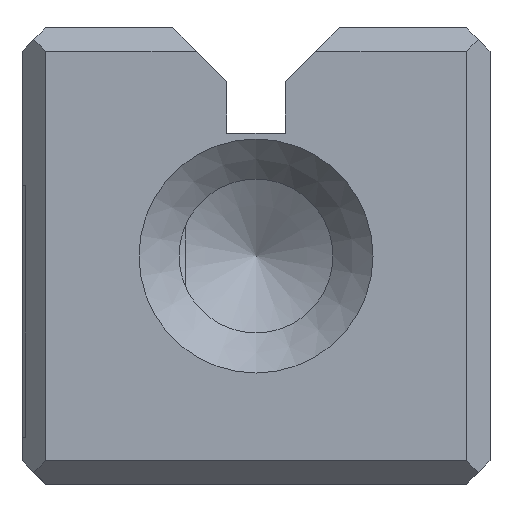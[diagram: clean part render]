
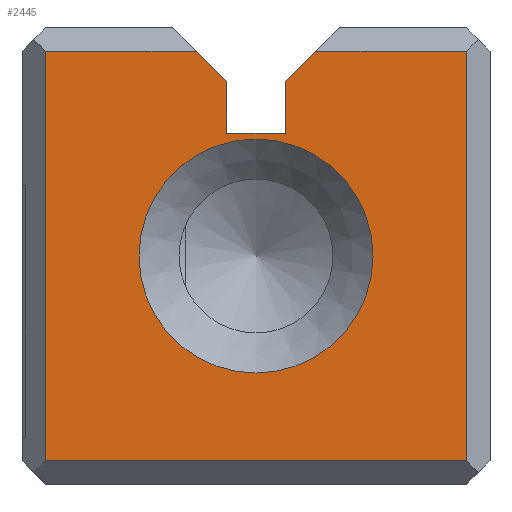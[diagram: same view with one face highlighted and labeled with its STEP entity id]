
A CAD part, front view. The second image highlights one B-rep face of the part: STEP entity #2445.
In plain terms, the highlighted planar face has unit normal (0, -1, 0).
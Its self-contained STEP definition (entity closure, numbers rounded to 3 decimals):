
#2445=ADVANCED_FACE('',(#3311,#3312),#2806,.T.);
#2806=PLANE('',#8533);
#3048=CIRCLE('',#8532,1.);
#3311=FACE_BOUND('',#3471,.T.);
#3312=FACE_BOUND('',#3472,.T.);
#3471=EDGE_LOOP('',(#4141,#4142,#4143,#4144,#4145,#4146,#4147,#4148,#4149,
#4150));
#3472=EDGE_LOOP('',(#4151));
#4141=ORIENTED_EDGE('',*,*,#6551,.T.);
#4142=ORIENTED_EDGE('',*,*,#6552,.F.);
#4143=ORIENTED_EDGE('',*,*,#6553,.F.);
#4144=ORIENTED_EDGE('',*,*,#6554,.F.);
#4145=ORIENTED_EDGE('',*,*,#6555,.T.);
#4146=ORIENTED_EDGE('',*,*,#6556,.T.);
#4147=ORIENTED_EDGE('',*,*,#6557,.T.);
#4148=ORIENTED_EDGE('',*,*,#6558,.T.);
#4149=ORIENTED_EDGE('',*,*,#6559,.T.);
#4150=ORIENTED_EDGE('',*,*,#6560,.F.);
#4151=ORIENTED_EDGE('',*,*,#6561,.T.);
#5933=VERTEX_POINT('',#10901);
#5934=VERTEX_POINT('',#10902);
#5935=VERTEX_POINT('',#10904);
#5936=VERTEX_POINT('',#10906);
#5937=VERTEX_POINT('',#10908);
#5938=VERTEX_POINT('',#10910);
#5939=VERTEX_POINT('',#10912);
#5940=VERTEX_POINT('',#10914);
#5941=VERTEX_POINT('',#10916);
#5942=VERTEX_POINT('',#10918);
#5943=VERTEX_POINT('',#10921);
#6551=EDGE_CURVE('',#5933,#5934,#7361,.T.);
#6552=EDGE_CURVE('',#5935,#5934,#7362,.T.);
#6553=EDGE_CURVE('',#5936,#5935,#7363,.T.);
#6554=EDGE_CURVE('',#5937,#5936,#7364,.T.);
#6555=EDGE_CURVE('',#5937,#5938,#7365,.T.);
#6556=EDGE_CURVE('',#5938,#5939,#7366,.T.);
#6557=EDGE_CURVE('',#5939,#5940,#7367,.T.);
#6558=EDGE_CURVE('',#5940,#5941,#7368,.T.);
#6559=EDGE_CURVE('',#5941,#5942,#7369,.T.);
#6560=EDGE_CURVE('',#5933,#5942,#7370,.T.);
#6561=EDGE_CURVE('',#5943,#5943,#3048,.T.);
#7361=LINE('',#10900,#8021);
#7362=LINE('',#10903,#8022);
#7363=LINE('',#10905,#8023);
#7364=LINE('',#10907,#8024);
#7365=LINE('',#10909,#8025);
#7366=LINE('',#10911,#8026);
#7367=LINE('',#10913,#8027);
#7368=LINE('',#10915,#8028);
#7369=LINE('',#10917,#8029);
#7370=LINE('',#10919,#8030);
#8021=VECTOR('',#9037,1.);
#8022=VECTOR('',#9038,1.);
#8023=VECTOR('',#9039,1.);
#8024=VECTOR('',#9040,1.);
#8025=VECTOR('',#9041,1.);
#8026=VECTOR('',#9042,1.);
#8027=VECTOR('',#9043,1.);
#8028=VECTOR('',#9044,1.);
#8029=VECTOR('',#9045,1.);
#8030=VECTOR('',#9046,1.);
#8532=AXIS2_PLACEMENT_3D('',#10920,#9047,#9048);
#8533=AXIS2_PLACEMENT_3D('',#10922,#9049,#9050);
#9037=DIRECTION('',(0.,0.,-1.));
#9038=DIRECTION('',(1.,0.,0.));
#9039=DIRECTION('',(0.,0.,-1.));
#9040=DIRECTION('',(0.707,0.,-0.707));
#9041=DIRECTION('',(-1.,0.,0.));
#9042=DIRECTION('',(0.,0.,-1.));
#9043=DIRECTION('',(1.,0.,0.));
#9044=DIRECTION('',(0.,0.,1.));
#9045=DIRECTION('',(-1.,0.,0.));
#9046=DIRECTION('',(0.707,0.,0.707));
#9047=DIRECTION('',(0.,1.,0.));
#9048=DIRECTION('',(0.,0.,1.));
#9049=DIRECTION('',(0.,-1.,0.));
#9050=DIRECTION('',(0.,0.,1.));
#10900=CARTESIAN_POINT('',(2.25,0.,3.));
#10901=CARTESIAN_POINT('',(2.25,0.,3.439));
#10902=CARTESIAN_POINT('',(2.25,0.,3.));
#10903=CARTESIAN_POINT('',(1.75,0.,3.));
#10904=CARTESIAN_POINT('',(1.75,0.,3.));
#10905=CARTESIAN_POINT('',(1.75,0.,3.));
#10906=CARTESIAN_POINT('',(1.75,0.,3.439));
#10907=CARTESIAN_POINT('',(1.289,0.,3.9));
#10908=CARTESIAN_POINT('',(1.489,0.,3.7));
#10909=CARTESIAN_POINT('',(2.,0.,3.7));
#10910=CARTESIAN_POINT('',(0.2,0.,3.7));
#10911=CARTESIAN_POINT('',(0.2,0.,0.));
#10912=CARTESIAN_POINT('',(0.2,0.,0.2));
#10913=CARTESIAN_POINT('',(2.,0.,0.2));
#10914=CARTESIAN_POINT('',(3.8,0.,0.2));
#10915=CARTESIAN_POINT('',(3.8,0.,0.));
#10916=CARTESIAN_POINT('',(3.8,0.,3.7));
#10917=CARTESIAN_POINT('',(2.,0.,3.7));
#10918=CARTESIAN_POINT('',(2.511,0.,3.7));
#10919=CARTESIAN_POINT('',(2.,0.,3.189));
#10920=CARTESIAN_POINT('',(2.,0.,1.95));
#10921=CARTESIAN_POINT('',(2.,0.,2.95));
#10922=CARTESIAN_POINT('',(2.,0.,0.));
